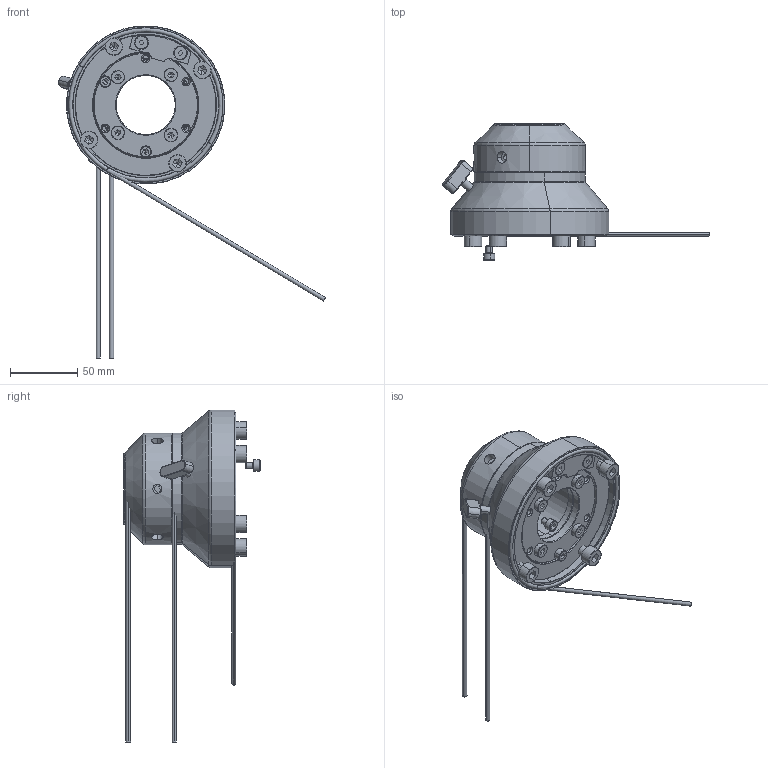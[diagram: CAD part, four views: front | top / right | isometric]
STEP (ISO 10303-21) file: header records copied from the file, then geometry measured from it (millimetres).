
FILE_DESCRIPTION (( 'STEP AP214' ), '1' );
FILE_NAME ('57017302.STEP', '2008-08-04T14:23:13', ( ' ' ), ( '' ), 'SwSTEP 2.0', 'SolidWorks 2008', '' );
FILE_SCHEMA (( 'AUTOMOTIVE_DESIGN' ));
Length unit declared in the file: millimetre
Products named in the file (17): 84147_Standard; 84143_Standard; 93659_Standard; 93663_Standard; 84347_Standard; 84145_Standard; 93658_Standard; 57017302; 82025_Standard; 82391_Standard; 82389_Standard; 93090_Standard; 84142_Standard; 84139_Standard; 93660_Standard; 93657_Standard; 93662_Standard
Assembly tree (27 placements, depth 2):
  57017302
    93658_Standard  x3
    84139_Standard
    93657_Standard  x2
    93659_Standard
    84147_Standard
    93090_Standard  x2
    82389_Standard
    93660_Standard  x4
    84145_Standard  x2
    93662_Standard  x4
    84347_Standard
    82391_Standard
    82025_Standard
    93663_Standard
    84142_Standard
    84143_Standard
Bounding box: 198.63 x 101.5 x 247.19 mm (x, y, z)
Volume: 393833 mm3; surface area: 122835.2 mm2
Topology: 30 solids, 30 shells, 764 faces, 1630 edges, 937 vertices
Faces by surface type: plane 273, cone 227, cylinder 192, torus 60, bspline 12
Entity records: 15778 total; most frequent: CARTESIAN_POINT 3138, DIRECTION 2619, ORIENTED_EDGE 2190, EDGE_CURVE 1095, AXIS2_PLACEMENT_3D 1052, VERTEX_POINT 641, EDGE_LOOP 586, CIRCLE 516
